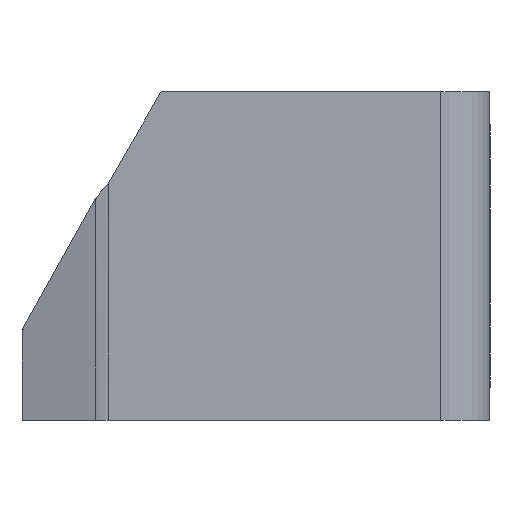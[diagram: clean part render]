
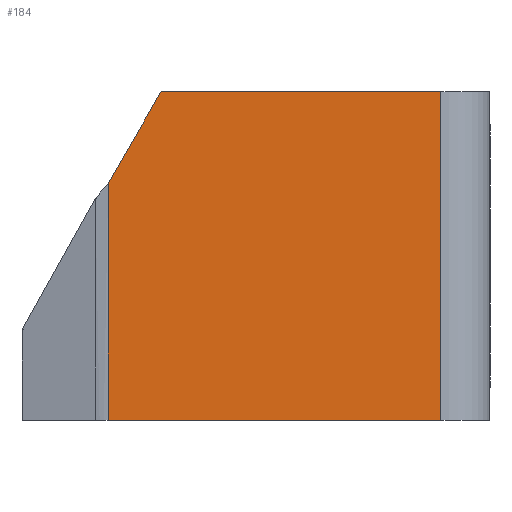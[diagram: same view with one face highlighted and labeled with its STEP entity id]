
A CAD part, left-side view. The second image highlights one B-rep face of the part: STEP entity #184.
In plain terms, the highlighted planar face has unit normal (-1, 0, 0).
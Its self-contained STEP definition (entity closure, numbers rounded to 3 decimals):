
#5 = CARTESIAN_POINT ( 'NONE',  ( -97.5, 0., -20. ) ) ;
#42 = VECTOR ( 'NONE', #994, 1000. ) ;
#128 = EDGE_CURVE ( 'NONE', #414, #505, #625, .T. ) ;
#184 = ADVANCED_FACE ( 'NONE', ( #1667 ), #1527, .T. ) ;
#275 = VECTOR ( 'NONE', #656, 1000. ) ;
#322 = CARTESIAN_POINT ( 'NONE',  ( -97.5, 46.51, 8.835 ) ) ;
#323 = CARTESIAN_POINT ( 'NONE',  ( -97.5, 0., 20. ) ) ;
#353 = LINE ( 'NONE', #695, #931 ) ;
#356 = LINE ( 'NONE', #323, #42 ) ;
#414 = VERTEX_POINT ( 'NONE', #1156 ) ;
#505 = VERTEX_POINT ( 'NONE', #1017 ) ;
#508 = EDGE_LOOP ( 'NONE', ( #1555, #1515, #1486, #1432, #1409 ) ) ;
#605 = EDGE_CURVE ( 'NONE', #1753, #414, #1329, .T. ) ;
#625 = LINE ( 'NONE', #5, #275 ) ;
#637 = CARTESIAN_POINT ( 'NONE',  ( -97.5, 6., 20. ) ) ;
#656 = DIRECTION ( 'NONE',  ( 0., 1., 0. ) ) ;
#695 = CARTESIAN_POINT ( 'NONE',  ( -97.5, 46.51, 20. ) ) ;
#783 = EDGE_CURVE ( 'NONE', #2308, #1182, #1979, .T. ) ;
#931 = VECTOR ( 'NONE', #986, 1000. ) ;
#939 = CARTESIAN_POINT ( 'NONE',  ( -97.5, 6., 20. ) ) ;
#986 = DIRECTION ( 'NONE',  ( 0., 0., -1. ) ) ;
#994 = DIRECTION ( 'NONE',  ( 0., 1., 0. ) ) ;
#1017 = CARTESIAN_POINT ( 'NONE',  ( -97.5, 46.51, -20. ) ) ;
#1062 = DIRECTION ( 'NONE',  ( 0., 0., -1. ) ) ;
#1156 = CARTESIAN_POINT ( 'NONE',  ( -97.5, 6., -20. ) ) ;
#1182 = VERTEX_POINT ( 'NONE', #322 ) ;
#1239 = DIRECTION ( 'NONE',  ( 0., 0.5, -0.866 ) ) ;
#1255 = CARTESIAN_POINT ( 'NONE',  ( -97.5, 56.807, -9. ) ) ;
#1329 = LINE ( 'NONE', #939, #2161 ) ;
#1409 = ORIENTED_EDGE ( 'NONE', *, *, #1655, .T. ) ;
#1432 = ORIENTED_EDGE ( 'NONE', *, *, #605, .F. ) ;
#1486 = ORIENTED_EDGE ( 'NONE', *, *, #128, .F. ) ;
#1497 = DIRECTION ( 'NONE',  ( -1., 0., 0. ) ) ;
#1515 = ORIENTED_EDGE ( 'NONE', *, *, #1674, .T. ) ;
#1527 = PLANE ( 'NONE',  #2300 ) ;
#1555 = ORIENTED_EDGE ( 'NONE', *, *, #783, .T. ) ;
#1650 = CARTESIAN_POINT ( 'NONE',  ( -97.5, 0., 20. ) ) ;
#1655 = EDGE_CURVE ( 'NONE', #1753, #2308, #356, .T. ) ;
#1658 = DIRECTION ( 'NONE',  ( 0., -1., 0. ) ) ;
#1667 = FACE_OUTER_BOUND ( 'NONE', #508, .T. ) ;
#1674 = EDGE_CURVE ( 'NONE', #1182, #505, #353, .T. ) ;
#1707 = CARTESIAN_POINT ( 'NONE',  ( -97.5, 40.064, 20. ) ) ;
#1753 = VERTEX_POINT ( 'NONE', #637 ) ;
#1979 = LINE ( 'NONE', #1255, #1982 ) ;
#1982 = VECTOR ( 'NONE', #1239, 1000. ) ;
#2161 = VECTOR ( 'NONE', #1062, 1000. ) ;
#2300 = AXIS2_PLACEMENT_3D ( 'NONE', #1650, #1497, #1658 ) ;
#2308 = VERTEX_POINT ( 'NONE', #1707 ) ;
